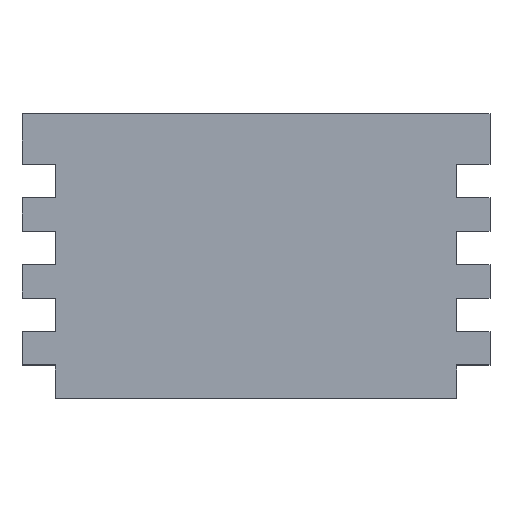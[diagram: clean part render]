
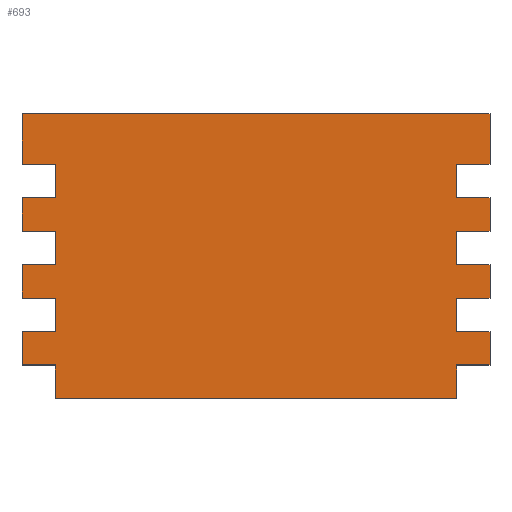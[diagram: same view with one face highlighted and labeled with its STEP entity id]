
A CAD part, top view. The second image highlights one B-rep face of the part: STEP entity #693.
In plain terms, the highlighted planar face has unit normal (0, 0, 1).
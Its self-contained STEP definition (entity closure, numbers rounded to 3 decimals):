
#47=FACE_OUTER_BOUND('',#81,.T.);
#81=EDGE_LOOP('',(#563,#564,#565,#566,#567,#568,#569,#570,#571,#572,#573,
#574,#575,#576,#577,#578,#579,#580,#581,#582,#583,#584,#585,#586,#587,#588,
#589,#590,#591,#592,#593,#594));
#85=LINE('',#905,#181);
#88=LINE('',#911,#184);
#91=LINE('',#917,#187);
#94=LINE('',#923,#190);
#97=LINE('',#929,#193);
#100=LINE('',#935,#196);
#103=LINE('',#941,#199);
#106=LINE('',#947,#202);
#109=LINE('',#953,#205);
#112=LINE('',#959,#208);
#115=LINE('',#965,#211);
#118=LINE('',#971,#214);
#121=LINE('',#977,#217);
#124=LINE('',#983,#220);
#127=LINE('',#989,#223);
#130=LINE('',#995,#226);
#133=LINE('',#1001,#229);
#136=LINE('',#1007,#232);
#139=LINE('',#1013,#235);
#142=LINE('',#1019,#238);
#145=LINE('',#1025,#241);
#148=LINE('',#1031,#244);
#151=LINE('',#1037,#247);
#154=LINE('',#1043,#250);
#157=LINE('',#1049,#253);
#160=LINE('',#1055,#256);
#163=LINE('',#1061,#259);
#166=LINE('',#1067,#262);
#169=LINE('',#1073,#265);
#172=LINE('',#1079,#268);
#175=LINE('',#1085,#271);
#178=LINE('',#1089,#274);
#181=VECTOR('',#737,5.);
#184=VECTOR('',#742,5.);
#187=VECTOR('',#747,5.);
#190=VECTOR('',#752,5.);
#193=VECTOR('',#757,5.);
#196=VECTOR('',#762,5.);
#199=VECTOR('',#767,5.);
#202=VECTOR('',#772,5.);
#205=VECTOR('',#777,5.);
#208=VECTOR('',#782,5.);
#211=VECTOR('',#787,5.);
#214=VECTOR('',#792,5.);
#217=VECTOR('',#797,60.);
#220=VECTOR('',#802,5.);
#223=VECTOR('',#807,5.);
#226=VECTOR('',#812,5.);
#229=VECTOR('',#817,5.);
#232=VECTOR('',#822,5.);
#235=VECTOR('',#827,5.);
#238=VECTOR('',#832,5.);
#241=VECTOR('',#837,5.);
#244=VECTOR('',#842,5.);
#247=VECTOR('',#847,5.);
#250=VECTOR('',#852,5.);
#253=VECTOR('',#857,5.);
#256=VECTOR('',#862,5.);
#259=VECTOR('',#867,5.);
#262=VECTOR('',#872,7.6);
#265=VECTOR('',#877,70.);
#268=VECTOR('',#882,7.6);
#271=VECTOR('',#887,5.);
#274=VECTOR('',#892,5.);
#277=VERTEX_POINT('',#902);
#278=VERTEX_POINT('',#904);
#280=VERTEX_POINT('',#910);
#282=VERTEX_POINT('',#916);
#284=VERTEX_POINT('',#922);
#286=VERTEX_POINT('',#928);
#288=VERTEX_POINT('',#934);
#290=VERTEX_POINT('',#940);
#292=VERTEX_POINT('',#946);
#294=VERTEX_POINT('',#952);
#296=VERTEX_POINT('',#958);
#298=VERTEX_POINT('',#964);
#300=VERTEX_POINT('',#970);
#302=VERTEX_POINT('',#976);
#304=VERTEX_POINT('',#982);
#306=VERTEX_POINT('',#988);
#308=VERTEX_POINT('',#994);
#310=VERTEX_POINT('',#1000);
#312=VERTEX_POINT('',#1006);
#314=VERTEX_POINT('',#1012);
#316=VERTEX_POINT('',#1018);
#318=VERTEX_POINT('',#1024);
#320=VERTEX_POINT('',#1030);
#322=VERTEX_POINT('',#1036);
#324=VERTEX_POINT('',#1042);
#326=VERTEX_POINT('',#1048);
#328=VERTEX_POINT('',#1054);
#330=VERTEX_POINT('',#1060);
#332=VERTEX_POINT('',#1066);
#334=VERTEX_POINT('',#1072);
#336=VERTEX_POINT('',#1078);
#338=VERTEX_POINT('',#1084);
#341=EDGE_CURVE('',#278,#277,#85,.T.);
#344=EDGE_CURVE('',#280,#278,#88,.T.);
#347=EDGE_CURVE('',#282,#280,#91,.T.);
#350=EDGE_CURVE('',#284,#282,#94,.T.);
#353=EDGE_CURVE('',#286,#284,#97,.T.);
#356=EDGE_CURVE('',#288,#286,#100,.T.);
#359=EDGE_CURVE('',#290,#288,#103,.T.);
#362=EDGE_CURVE('',#292,#290,#106,.T.);
#365=EDGE_CURVE('',#294,#292,#109,.T.);
#368=EDGE_CURVE('',#296,#294,#112,.T.);
#371=EDGE_CURVE('',#298,#296,#115,.T.);
#374=EDGE_CURVE('',#300,#298,#118,.T.);
#377=EDGE_CURVE('',#302,#300,#121,.T.);
#380=EDGE_CURVE('',#304,#302,#124,.T.);
#383=EDGE_CURVE('',#306,#304,#127,.T.);
#386=EDGE_CURVE('',#308,#306,#130,.T.);
#389=EDGE_CURVE('',#310,#308,#133,.T.);
#392=EDGE_CURVE('',#312,#310,#136,.T.);
#395=EDGE_CURVE('',#314,#312,#139,.T.);
#398=EDGE_CURVE('',#316,#314,#142,.T.);
#401=EDGE_CURVE('',#318,#316,#145,.T.);
#404=EDGE_CURVE('',#320,#318,#148,.T.);
#407=EDGE_CURVE('',#322,#320,#151,.T.);
#410=EDGE_CURVE('',#324,#322,#154,.T.);
#413=EDGE_CURVE('',#326,#324,#157,.T.);
#416=EDGE_CURVE('',#328,#326,#160,.T.);
#419=EDGE_CURVE('',#330,#328,#163,.T.);
#422=EDGE_CURVE('',#332,#330,#166,.T.);
#425=EDGE_CURVE('',#334,#332,#169,.T.);
#428=EDGE_CURVE('',#336,#334,#172,.T.);
#431=EDGE_CURVE('',#338,#336,#175,.T.);
#434=EDGE_CURVE('',#277,#338,#178,.T.);
#563=ORIENTED_EDGE('',*,*,#434,.T.);
#564=ORIENTED_EDGE('',*,*,#431,.T.);
#565=ORIENTED_EDGE('',*,*,#428,.T.);
#566=ORIENTED_EDGE('',*,*,#425,.T.);
#567=ORIENTED_EDGE('',*,*,#422,.T.);
#568=ORIENTED_EDGE('',*,*,#419,.T.);
#569=ORIENTED_EDGE('',*,*,#416,.T.);
#570=ORIENTED_EDGE('',*,*,#413,.T.);
#571=ORIENTED_EDGE('',*,*,#410,.T.);
#572=ORIENTED_EDGE('',*,*,#407,.T.);
#573=ORIENTED_EDGE('',*,*,#404,.T.);
#574=ORIENTED_EDGE('',*,*,#401,.T.);
#575=ORIENTED_EDGE('',*,*,#398,.T.);
#576=ORIENTED_EDGE('',*,*,#395,.T.);
#577=ORIENTED_EDGE('',*,*,#392,.T.);
#578=ORIENTED_EDGE('',*,*,#389,.T.);
#579=ORIENTED_EDGE('',*,*,#386,.T.);
#580=ORIENTED_EDGE('',*,*,#383,.T.);
#581=ORIENTED_EDGE('',*,*,#380,.T.);
#582=ORIENTED_EDGE('',*,*,#377,.T.);
#583=ORIENTED_EDGE('',*,*,#374,.T.);
#584=ORIENTED_EDGE('',*,*,#371,.T.);
#585=ORIENTED_EDGE('',*,*,#368,.T.);
#586=ORIENTED_EDGE('',*,*,#365,.T.);
#587=ORIENTED_EDGE('',*,*,#362,.T.);
#588=ORIENTED_EDGE('',*,*,#359,.T.);
#589=ORIENTED_EDGE('',*,*,#356,.T.);
#590=ORIENTED_EDGE('',*,*,#353,.T.);
#591=ORIENTED_EDGE('',*,*,#350,.T.);
#592=ORIENTED_EDGE('',*,*,#347,.T.);
#593=ORIENTED_EDGE('',*,*,#344,.T.);
#594=ORIENTED_EDGE('',*,*,#341,.T.);
#659=PLANE('',#729);
#693=ADVANCED_FACE('',(#47),#659,.T.);
#729=AXIS2_PLACEMENT_3D('',#1090,#893,#894);
#737=DIRECTION('',(-1.,0.,0.));
#742=DIRECTION('',(0.,1.,0.));
#747=DIRECTION('',(1.,0.,0.));
#752=DIRECTION('',(0.,1.,0.));
#757=DIRECTION('',(-1.,0.,0.));
#762=DIRECTION('',(0.,1.,0.));
#767=DIRECTION('',(1.,0.,0.));
#772=DIRECTION('',(0.,1.,0.));
#777=DIRECTION('',(-1.,0.,0.));
#782=DIRECTION('',(0.,1.,0.));
#787=DIRECTION('',(1.,0.,0.));
#792=DIRECTION('',(0.,1.,0.));
#797=DIRECTION('',(1.,0.,0.));
#802=DIRECTION('',(0.,-1.,0.));
#807=DIRECTION('',(1.,0.,0.));
#812=DIRECTION('',(0.,-1.,0.));
#817=DIRECTION('',(-1.,0.,0.));
#822=DIRECTION('',(0.,-1.,0.));
#827=DIRECTION('',(1.,0.,0.));
#832=DIRECTION('',(0.,-1.,0.));
#837=DIRECTION('',(-1.,0.,0.));
#842=DIRECTION('',(0.,-1.,0.));
#847=DIRECTION('',(1.,0.,0.));
#852=DIRECTION('',(0.,-1.,0.));
#857=DIRECTION('',(-1.,0.,0.));
#862=DIRECTION('',(0.,-1.,0.));
#867=DIRECTION('',(1.,0.,0.));
#872=DIRECTION('',(0.,-1.,0.));
#877=DIRECTION('',(-1.,0.,0.));
#882=DIRECTION('',(0.,1.,0.));
#887=DIRECTION('',(1.,0.,0.));
#892=DIRECTION('',(0.,1.,0.));
#893=DIRECTION('center_axis',(0.,0.,1.));
#894=DIRECTION('ref_axis',(1.,0.,0.));
#902=CARTESIAN_POINT('',(85.,30.,5.));
#904=CARTESIAN_POINT('',(90.,30.,5.));
#905=CARTESIAN_POINT('',(90.,30.,5.));
#910=CARTESIAN_POINT('',(90.,25.,5.));
#911=CARTESIAN_POINT('',(90.,25.,5.));
#916=CARTESIAN_POINT('',(85.,25.,5.));
#917=CARTESIAN_POINT('',(85.,25.,5.));
#922=CARTESIAN_POINT('',(85.,20.,5.));
#923=CARTESIAN_POINT('',(85.,20.,5.));
#928=CARTESIAN_POINT('',(90.,20.,5.));
#929=CARTESIAN_POINT('',(90.,20.,5.));
#934=CARTESIAN_POINT('',(90.,15.,5.));
#935=CARTESIAN_POINT('',(90.,15.,5.));
#940=CARTESIAN_POINT('',(85.,15.,5.));
#941=CARTESIAN_POINT('',(85.,15.,5.));
#946=CARTESIAN_POINT('',(85.,10.,5.));
#947=CARTESIAN_POINT('',(85.,10.,5.));
#952=CARTESIAN_POINT('',(90.,10.,5.));
#953=CARTESIAN_POINT('',(90.,10.,5.));
#958=CARTESIAN_POINT('',(90.,5.,5.));
#959=CARTESIAN_POINT('',(90.,5.,5.));
#964=CARTESIAN_POINT('',(85.,5.,5.));
#965=CARTESIAN_POINT('',(85.,5.,5.));
#970=CARTESIAN_POINT('',(85.,0.,5.));
#971=CARTESIAN_POINT('',(85.,0.,5.));
#976=CARTESIAN_POINT('',(25.,0.,5.));
#977=CARTESIAN_POINT('',(25.,0.,5.));
#982=CARTESIAN_POINT('',(25.,5.,5.));
#983=CARTESIAN_POINT('',(25.,5.,5.));
#988=CARTESIAN_POINT('',(20.,5.,5.));
#989=CARTESIAN_POINT('',(20.,5.,5.));
#994=CARTESIAN_POINT('',(20.,10.,5.));
#995=CARTESIAN_POINT('',(20.,10.,5.));
#1000=CARTESIAN_POINT('',(25.,10.,5.));
#1001=CARTESIAN_POINT('',(25.,10.,5.));
#1006=CARTESIAN_POINT('',(25.,15.,5.));
#1007=CARTESIAN_POINT('',(25.,15.,5.));
#1012=CARTESIAN_POINT('',(20.,15.,5.));
#1013=CARTESIAN_POINT('',(20.,15.,5.));
#1018=CARTESIAN_POINT('',(20.,20.,5.));
#1019=CARTESIAN_POINT('',(20.,20.,5.));
#1024=CARTESIAN_POINT('',(25.,20.,5.));
#1025=CARTESIAN_POINT('',(25.,20.,5.));
#1030=CARTESIAN_POINT('',(25.,25.,5.));
#1031=CARTESIAN_POINT('',(25.,25.,5.));
#1036=CARTESIAN_POINT('',(20.,25.,5.));
#1037=CARTESIAN_POINT('',(20.,25.,5.));
#1042=CARTESIAN_POINT('',(20.,30.,5.));
#1043=CARTESIAN_POINT('',(20.,30.,5.));
#1048=CARTESIAN_POINT('',(25.,30.,5.));
#1049=CARTESIAN_POINT('',(25.,30.,5.));
#1054=CARTESIAN_POINT('',(25.,35.,5.));
#1055=CARTESIAN_POINT('',(25.,35.,5.));
#1060=CARTESIAN_POINT('',(20.,35.,5.));
#1061=CARTESIAN_POINT('',(20.,35.,5.));
#1066=CARTESIAN_POINT('',(20.,42.6,5.));
#1067=CARTESIAN_POINT('',(20.,42.6,5.));
#1072=CARTESIAN_POINT('',(90.,42.6,5.));
#1073=CARTESIAN_POINT('',(90.,42.6,5.));
#1078=CARTESIAN_POINT('',(90.,35.,5.));
#1079=CARTESIAN_POINT('',(90.,35.,5.));
#1084=CARTESIAN_POINT('',(85.,35.,5.));
#1085=CARTESIAN_POINT('',(85.,35.,5.));
#1089=CARTESIAN_POINT('',(85.,30.,5.));
#1090=CARTESIAN_POINT('Origin',(55.,21.728,5.));
